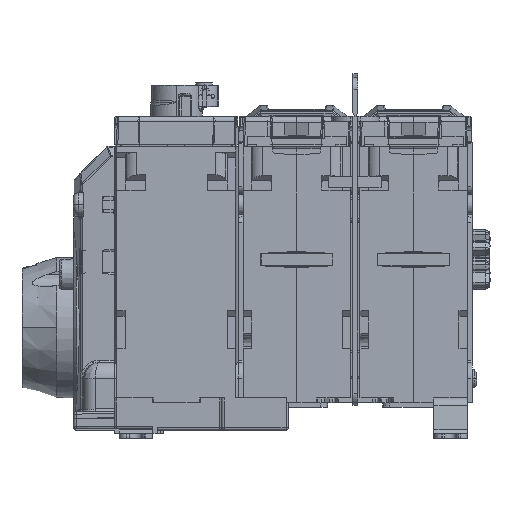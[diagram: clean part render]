
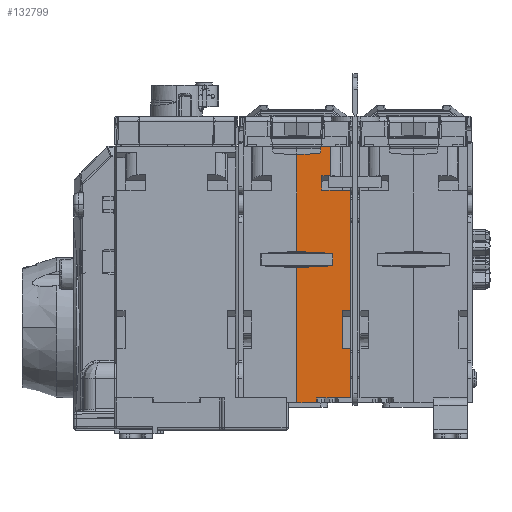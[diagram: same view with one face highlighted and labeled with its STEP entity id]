
A CAD part, left-side view. The second image highlights one B-rep face of the part: STEP entity #132799.
In plain terms, the highlighted planar face has unit normal (-1, -0.009, 0).
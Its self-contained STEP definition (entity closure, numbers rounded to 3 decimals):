
#9476=DIRECTION('',(0.,0.,-1.));
#9477=VECTOR('',#9476,40.585);
#9478=CARTESIAN_POINT('',(-75.,-50.5,43.976));
#9479=LINE('',#9478,#9477);
#9484=DIRECTION('',(0.,0.,-1.));
#9485=VECTOR('',#9484,56.609);
#9486=CARTESIAN_POINT('',(-75.,-50.5,-3.391));
#9487=LINE('',#9486,#9485);
#12418=DIRECTION('',(0.,0.,1.));
#12419=VECTOR('',#12418,20.589);
#12420=CARTESIAN_POINT('',(-74.804,-73.,-58.));
#12421=LINE('',#12420,#12419);
#12439=DIRECTION('',(0.,0.,1.));
#12440=VECTOR('',#12439,50.33);
#12441=CARTESIAN_POINT('',(-74.804,-73.,-21.391));
#12442=LINE('',#12441,#12440);
#16452=DIRECTION('',(0.009,-1.,0.));
#16453=VECTOR('',#16452,8.383);
#16454=CARTESIAN_POINT('',(-75.,-50.5,-60.));
#16455=LINE('',#16454,#16453);
#28982=DIRECTION('',(0.,0.,1.));
#28983=VECTOR('',#28982,15.905);
#28984=CARTESIAN_POINT('',(-74.834,-69.5,-37.35));
#28985=LINE('',#28984,#28983);
#29058=DIRECTION('',(-0.009,1.,0.017));
#29059=VECTOR('',#29058,3.501);
#29060=CARTESIAN_POINT('',(-74.804,-73.,-37.411));
#29061=LINE('',#29060,#29059);
#29070=DIRECTION('',(-0.009,0.999,0.052));
#29071=VECTOR('',#29070,15.121);
#29072=CARTESIAN_POINT('',(-74.868,-65.6,
2.6));
#29073=LINE('',#29072,#29071);
#29074=CARTESIAN_POINT('',(-74.921,-59.552,
44.45));
#29075=CARTESIAN_POINT('',(-74.92,-59.631,
44.454));
#29076=CARTESIAN_POINT('',(-74.919,-59.771,
44.48));
#29077=CARTESIAN_POINT('',(-74.917,-60.007,
44.572));
#29078=CARTESIAN_POINT('',(-74.915,-60.239,
44.748));
#29079=CARTESIAN_POINT('',(-74.914,-60.402,
44.988));
#29080=CARTESIAN_POINT('',(-74.913,-60.482,
45.229));
#29081=CARTESIAN_POINT('',(-74.913,-60.5,45.37));
#29082=CARTESIAN_POINT('',(-74.913,-60.5,45.449));
#29084=DIRECTION('',(0.,0.,1.));
#29085=VECTOR('',#29084,2.051);
#29086=CARTESIAN_POINT('',(-74.913,-60.5,45.449));
#29087=LINE('',#29086,#29085);
#29088=DIRECTION('',(0.009,-1.,-0.017));
#29089=VECTOR('',#29088,4.191);
#29090=CARTESIAN_POINT('',(-74.913,-60.5,47.5));
#29091=LINE('',#29090,#29089);
#29092=DIRECTION('',(0.009,-1.,-0.017));
#29093=VECTOR('',#29092,12.002);
#29094=CARTESIAN_POINT('',(-74.908,-61.,29.148));
#29095=LINE('',#29094,#29093);
#29096=DIRECTION('',(-0.009,1.,-0.015));
#29097=VECTOR('',#29096,3.501);
#29098=CARTESIAN_POINT('',(-74.804,-73.,-21.391));
#29099=LINE('',#29098,#29097);
#29100=DIRECTION('',(0.,0.009,-1.));
#29101=VECTOR('',#29100,2.);
#29102=CARTESIAN_POINT('',(-74.927,-58.9,-58.));
#29103=LINE('',#29102,#29101);
#29104=DIRECTION('',(-0.009,0.999,-0.052));
#29105=VECTOR('',#29104,15.121);
#29106=CARTESIAN_POINT('',(-74.868,-65.6,
-2.6));
#29107=LINE('',#29106,#29105);
#29172=DIRECTION('',(0.,0.,-1.));
#29173=VECTOR('',#29172,5.2);
#29174=CARTESIAN_POINT('',(-74.868,-65.6,
2.6));
#29175=LINE('',#29174,#29173);
#29320=DIRECTION('',(-0.009,0.999,-0.052));
#29321=VECTOR('',#29320,9.065);
#29322=CARTESIAN_POINT('',(-74.921,-59.552,
44.45));
#29323=LINE('',#29322,#29321);
#29722=DIRECTION('',(0.,0.,1.));
#29723=VECTOR('',#29722,6.05);
#29724=CARTESIAN_POINT('',(-74.908,-61.,29.148));
#29725=LINE('',#29724,#29723);
#29742=DIRECTION('',(0.009,-1.,0.016));
#29743=VECTOR('',#29742,3.691);
#29744=CARTESIAN_POINT('',(-74.908,-61.,35.199));
#29745=LINE('',#29744,#29743);
#29750=DIRECTION('',(0.,0.,1.));
#29751=VECTOR('',#29750,12.169);
#29752=CARTESIAN_POINT('',(-74.876,-64.691,
35.257));
#29753=LINE('',#29752,#29751);
#30576=DIRECTION('',(0.009,-1.,0.));
#30577=VECTOR('',#30576,14.101);
#30578=CARTESIAN_POINT('',(-74.927,-58.9,-58.));
#30579=LINE('',#30578,#30577);
#80536=CARTESIAN_POINT('',(-75.,-50.5,-3.391));
#80537=CARTESIAN_POINT('',(-75.,-50.5,-60.));
#80538=VERTEX_POINT('',#80536);
#80539=VERTEX_POINT('',#80537);
#80553=CARTESIAN_POINT('',(-75.,-50.5,43.976));
#80554=VERTEX_POINT('',#80553);
#80555=CARTESIAN_POINT('',(-75.,-50.5,3.391));
#80556=VERTEX_POINT('',#80555);
#80561=CARTESIAN_POINT('',(-74.868,-65.6,
-2.6));
#80562=VERTEX_POINT('',#80561);
#80563=CARTESIAN_POINT('',(-74.868,-65.6,
2.6));
#80564=VERTEX_POINT('',#80563);
#80565=CARTESIAN_POINT('',(-74.921,-59.552,
44.45));
#80566=VERTEX_POINT('',#80565);
#80567=VERTEX_POINT('',#29082);
#80568=CARTESIAN_POINT('',(-74.913,-60.5,47.5));
#80569=VERTEX_POINT('',#80568);
#80570=CARTESIAN_POINT('',(-74.876,-64.691,
47.427));
#80571=VERTEX_POINT('',#80570);
#80572=CARTESIAN_POINT('',(-74.876,-64.691,
35.257));
#80573=VERTEX_POINT('',#80572);
#80574=CARTESIAN_POINT('',(-74.908,-61.,35.199));
#80575=VERTEX_POINT('',#80574);
#80576=CARTESIAN_POINT('',(-74.908,-61.,29.148));
#80577=VERTEX_POINT('',#80576);
#80578=CARTESIAN_POINT('',(-74.804,-73.,28.939));
#80579=VERTEX_POINT('',#80578);
#80580=CARTESIAN_POINT('',(-74.804,-73.,-21.391));
#80581=VERTEX_POINT('',#80580);
#80582=CARTESIAN_POINT('',(-74.834,-69.5,-21.445));
#80583=VERTEX_POINT('',#80582);
#80584=CARTESIAN_POINT('',(-74.834,-69.5,-37.35));
#80585=VERTEX_POINT('',#80584);
#80586=CARTESIAN_POINT('',(-74.804,-73.,-37.411));
#80587=VERTEX_POINT('',#80586);
#80588=CARTESIAN_POINT('',(-74.804,-73.,-58.));
#80589=VERTEX_POINT('',#80588);
#80590=CARTESIAN_POINT('',(-74.927,-58.9,-58.));
#80591=VERTEX_POINT('',#80590);
#80592=CARTESIAN_POINT('',(-74.927,-58.883,-60.));
#80593=VERTEX_POINT('',#80592);
#132757=CARTESIAN_POINT('',(-75.,-50.5,-60.144));
#132758=DIRECTION('',(-1.,-0.009,0.));
#132759=DIRECTION('',(0.,0.,1.));
#132760=AXIS2_PLACEMENT_3D('',#132757,#132758,#132759);
#132761=PLANE('',#132760);
#132762=ORIENTED_EDGE('',*,*,#101099,.F.);
#132764=ORIENTED_EDGE('',*,*,#132763,.F.);
#132766=ORIENTED_EDGE('',*,*,#132765,.F.);
#132768=ORIENTED_EDGE('',*,*,#132767,.T.);
#132769=ORIENTED_EDGE('',*,*,#101091,.F.);
#132771=ORIENTED_EDGE('',*,*,#132770,.F.);
#132773=ORIENTED_EDGE('',*,*,#132772,.T.);
#132775=ORIENTED_EDGE('',*,*,#132774,.T.);
#132777=ORIENTED_EDGE('',*,*,#132776,.T.);
#132779=ORIENTED_EDGE('',*,*,#132778,.F.);
#132781=ORIENTED_EDGE('',*,*,#132780,.F.);
#132783=ORIENTED_EDGE('',*,*,#132782,.F.);
#132785=ORIENTED_EDGE('',*,*,#132784,.T.);
#132786=ORIENTED_EDGE('',*,*,#105571,.F.);
#132788=ORIENTED_EDGE('',*,*,#132787,.T.);
#132789=ORIENTED_EDGE('',*,*,#132645,.F.);
#132790=ORIENTED_EDGE('',*,*,#132742,.F.);
#132791=ORIENTED_EDGE('',*,*,#105555,.F.);
#132793=ORIENTED_EDGE('',*,*,#132792,.F.);
#132795=ORIENTED_EDGE('',*,*,#132794,.T.);
#132796=ORIENTED_EDGE('',*,*,#111896,.F.);
#132797=EDGE_LOOP('',(#132762,#132764,#132766,#132768,#132769,#132771,#132773,
#132775,#132777,#132779,#132781,#132783,#132785,#132786,#132788,#132789,#132790,
#132791,#132793,#132795,#132796));
#132798=FACE_OUTER_BOUND('',#132797,.F.);
#29083=B_SPLINE_CURVE_WITH_KNOTS('',3,(#29074,#29075,#29076,#29077,#29078,
#29079,#29080,#29081,#29082),.UNSPECIFIED.,.F.,.F.,(4,1,1,1,1,1,4),(0.,
0.125,0.25,0.5,0.75,0.875,1.),.UNSPECIFIED.);
#101091=EDGE_CURVE('',#80554,#80556,#9479,.T.);
#101099=EDGE_CURVE('',#80538,#80539,#9487,.T.);
#105555=EDGE_CURVE('',#80589,#80587,#12421,.T.);
#105571=EDGE_CURVE('',#80581,#80579,#12442,.T.);
#111896=EDGE_CURVE('',#80539,#80593,#16455,.T.);
#132645=EDGE_CURVE('',#80585,#80583,#28985,.T.);
#132742=EDGE_CURVE('',#80587,#80585,#29061,.T.);
#132763=EDGE_CURVE('',#80562,#80538,#29107,.T.);
#132765=EDGE_CURVE('',#80564,#80562,#29175,.T.);
#132767=EDGE_CURVE('',#80564,#80556,#29073,.T.);
#132770=EDGE_CURVE('',#80566,#80554,#29323,.T.);
#132772=EDGE_CURVE('',#80566,#80567,#29083,.T.);
#132774=EDGE_CURVE('',#80567,#80569,#29087,.T.);
#132776=EDGE_CURVE('',#80569,#80571,#29091,.T.);
#132778=EDGE_CURVE('',#80573,#80571,#29753,.T.);
#132780=EDGE_CURVE('',#80575,#80573,#29745,.T.);
#132782=EDGE_CURVE('',#80577,#80575,#29725,.T.);
#132784=EDGE_CURVE('',#80577,#80579,#29095,.T.);
#132787=EDGE_CURVE('',#80581,#80583,#29099,.T.);
#132792=EDGE_CURVE('',#80591,#80589,#30579,.T.);
#132794=EDGE_CURVE('',#80591,#80593,#29103,.T.);
#132799=ADVANCED_FACE('',(#132798),#132761,.T.);
